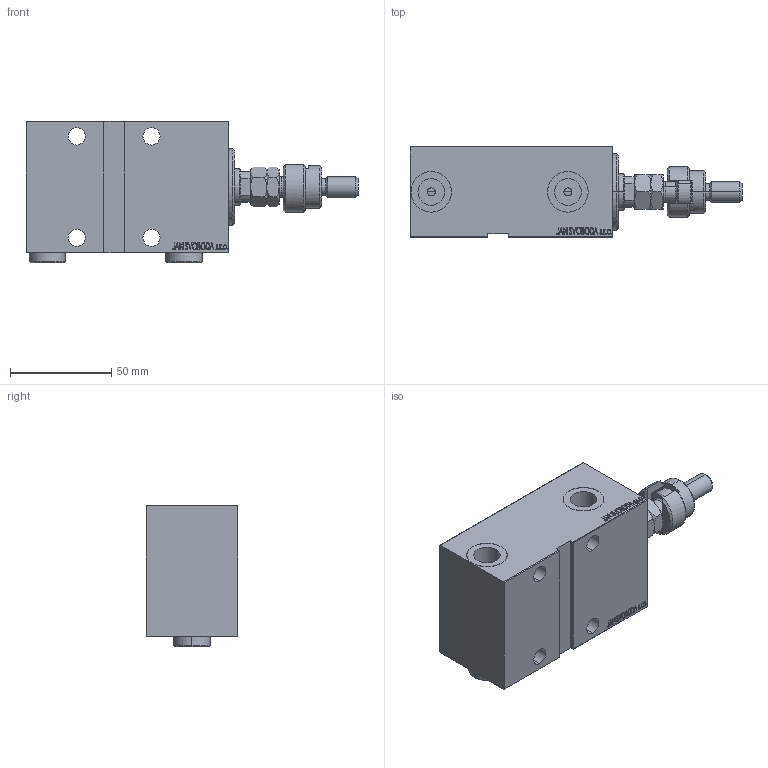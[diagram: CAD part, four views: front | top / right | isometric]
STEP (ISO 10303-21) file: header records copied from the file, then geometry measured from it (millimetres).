
FILE_DESCRIPTION (( 'STEP AP203' ), '1' );
FILE_NAME ('d6bb.STEP', '2024-02-13T05:54:20', ( '' ), ( '' ), 'SwSTEP 2.0', 'SolidWorks 2019', '' );
FILE_SCHEMA (( 'CONFIG_CONTROL_DESIGN' ));
Length unit declared in the file: millimetre
Products named in the file (8): FEMALE_PART_FOR_DFA 118b844d41a65952d301c9c1b446db2d; d6bb; MFA 118b844d41a65952d301c9c1b446db2d; DFA 118b844d41a65952d301c9c1b446db2d; V450CM_E_Body 118b844d41a65952d301c9c1b446db2d; V450CM_VC_B 118b844d41a65952d301c9c1b446db2d; Zatka_OIL_PORT 118b844d41a65952d301c9c1b446db2d; V450CM_E_VCP 118b844d41a65952d301c9c1b446db2d
Assembly tree (8 placements, depth 3):
  d6bb
    V450CM_E_Body 118b844d41a65952d301c9c1b446db2d
    V450CM_E_VCP 118b844d41a65952d301c9c1b446db2d
    V450CM_VC_B 118b844d41a65952d301c9c1b446db2d
    DFA 118b844d41a65952d301c9c1b446db2d
      FEMALE_PART_FOR_DFA 118b844d41a65952d301c9c1b446db2d
      MFA 118b844d41a65952d301c9c1b446db2d
    Zatka_OIL_PORT 118b844d41a65952d301c9c1b446db2d  x2
Bounding box: 164 x 45 x 69.9 mm (x, y, z)
Volume: 277834 mm3; surface area: 62978.9 mm2
Topology: 7 solids, 7 shells, 995 faces, 2504 edges, 1637 vertices
Faces by surface type: plane 472, bspline 380, cylinder 81, cone 58, torus 4
Entity records: 47272 total; most frequent: CARTESIAN_POINT 25477, ORIENTED_EDGE 4924, DIRECTION 3060, EDGE_CURVE 2462, VERTEX_POINT 1613, LINE 1420, VECTOR 1420, EDGE_LOOP 1109
